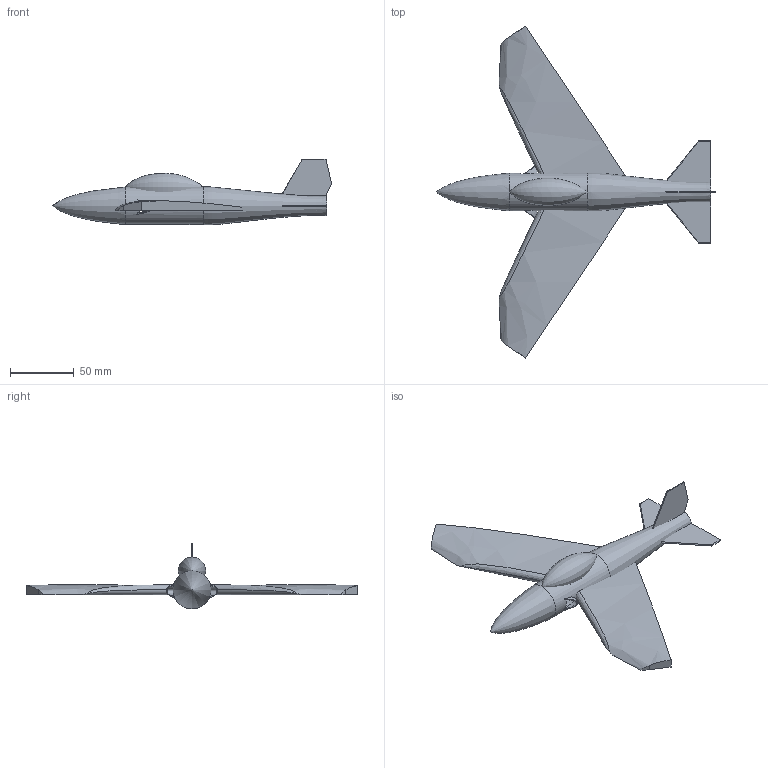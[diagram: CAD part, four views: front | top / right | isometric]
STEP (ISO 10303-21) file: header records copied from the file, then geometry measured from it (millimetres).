
FILE_DESCRIPTION(/* description */ (''),/* implementation_level */ '2;1');
FILE_NAME(/* name */ 'edf jet v1.step',/* time_stamp */ '2025-08-01T23:34:48+01:00',/* author */ (''),/* organization */ (''),/* preprocessor_version */ 'ST-DEVELOPER v20.1',/* originating_system */ 'Autodesk Translation Framework v14.10.0.0',/* authorisation */ '');
FILE_SCHEMA (('AUTOMOTIVE_DESIGN { 1 0 10303 214 3 1 1 }'));
Length unit declared in the file: centimetre
Products named in the file (1): edf jet
Bounding box: 218.56 x 260 x 51.66 mm (x, y, z)
Volume: 161278 mm3; surface area: 59240.9 mm2
Topology: 9 solids, 9 shells, 83 faces, 198 edges, 120 vertices
Faces by surface type: plane 44, bspline 19, cylinder 17, sphere 3
Full cylindrical faces by diameter (mm): 14.977 x1, 29.503 x1
Entity records: 4637 total; most frequent: CARTESIAN_POINT 2898, ORIENTED_EDGE 366, DIRECTION 281, EDGE_CURVE 183, VERTEX_POINT 120, AXIS2_PLACEMENT_3D 99, EDGE_LOOP 93, FACE_OUTER_BOUND 83
